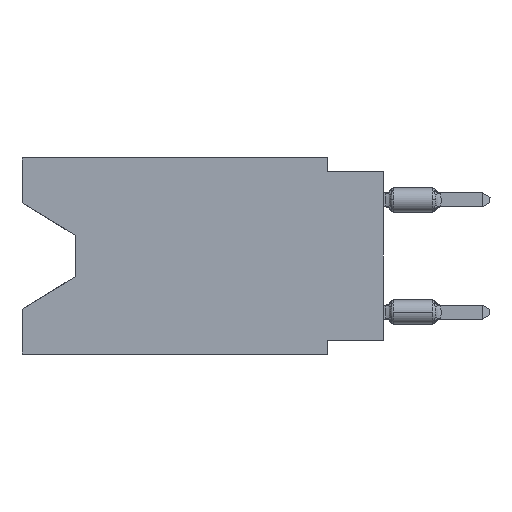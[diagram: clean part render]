
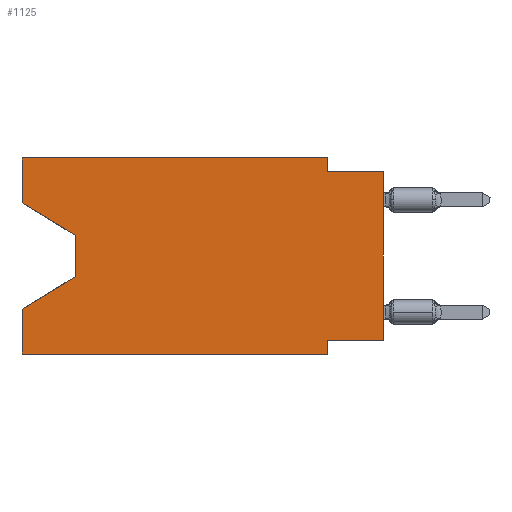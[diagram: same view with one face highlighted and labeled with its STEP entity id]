
A CAD part, left-side view. The second image highlights one B-rep face of the part: STEP entity #1125.
In plain terms, the highlighted planar face has unit normal (-1, 0, 0).
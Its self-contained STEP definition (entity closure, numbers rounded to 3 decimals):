
#67 = CARTESIAN_POINT ( 'NONE',  ( 0., 16.383, -8.89 ) ) ;
#217 = CARTESIAN_POINT ( 'NONE',  ( 0., 16.383, -6.852 ) ) ;
#235 = VERTEX_POINT ( 'NONE', #16506 ) ;
#391 = VECTOR ( 'NONE', #2811, 1000. ) ;
#485 = VERTEX_POINT ( 'NONE', #27010 ) ;
#849 = VECTOR ( 'NONE', #14558, 1000. ) ;
#1112 = DIRECTION ( 'NONE',  ( 0., 0., 1. ) ) ;
#1125 = ADVANCED_FACE ( 'NONE', ( #41781 ), #38616, .F. ) ;
#2673 = DIRECTION ( 'NONE',  ( 0., 0., -1. ) ) ;
#2811 = DIRECTION ( 'NONE',  ( 0., 1., 0. ) ) ;
#4248 = VERTEX_POINT ( 'NONE', #7275 ) ;
#4320 = VERTEX_POINT ( 'NONE', #14223 ) ;
#6190 = ORIENTED_EDGE ( 'NONE', *, *, #36652, .F. ) ;
#6253 = CARTESIAN_POINT ( 'NONE',  ( 0., 2.54, 0. ) ) ;
#7275 = CARTESIAN_POINT ( 'NONE',  ( 0., 2.54, -8.255 ) ) ;
#7411 = LINE ( 'NONE', #38422, #41382 ) ;
#7591 = DIRECTION ( 'NONE',  ( 0., 0., -1. ) ) ;
#7765 = ORIENTED_EDGE ( 'NONE', *, *, #43854, .F. ) ;
#8658 = VECTOR ( 'NONE', #30943, 1000. ) ;
#8787 = EDGE_CURVE ( 'NONE', #19347, #4320, #19212, .T. ) ;
#9305 = DIRECTION ( 'NONE',  ( 0., 0., 1. ) ) ;
#9838 = LINE ( 'NONE', #6253, #17689 ) ;
#10088 = CARTESIAN_POINT ( 'NONE',  ( 0., 13.97, -3.505 ) ) ;
#10352 = ORIENTED_EDGE ( 'NONE', *, *, #31906, .F. ) ;
#12175 = CARTESIAN_POINT ( 'NONE',  ( 0., 0., -8.255 ) ) ;
#12860 = CARTESIAN_POINT ( 'NONE',  ( 0., 16.383, -8.89 ) ) ;
#13414 = LINE ( 'NONE', #20844, #8658 ) ;
#13693 = CARTESIAN_POINT ( 'NONE',  ( 0., 16.383, 0. ) ) ;
#13777 = CARTESIAN_POINT ( 'NONE',  ( 0., 16.383, -2.038 ) ) ;
#13832 = EDGE_CURVE ( 'NONE', #235, #485, #23613, .T. ) ;
#14223 = CARTESIAN_POINT ( 'NONE',  ( 0., 0., -0.635 ) ) ;
#14558 = DIRECTION ( 'NONE',  ( 0., 0.855, -0.519 ) ) ;
#14597 = EDGE_CURVE ( 'NONE', #19347, #4248, #22828, .T. ) ;
#15023 = CARTESIAN_POINT ( 'NONE',  ( 0., 2.54, -0.635 ) ) ;
#15691 = VECTOR ( 'NONE', #27501, 1000. ) ;
#15959 = DIRECTION ( 'NONE',  ( 0., 0., -1. ) ) ;
#15999 = EDGE_CURVE ( 'NONE', #27647, #43901, #30457, .T. ) ;
#16506 = CARTESIAN_POINT ( 'NONE',  ( 0., 13.97, -3.505 ) ) ;
#16904 = VECTOR ( 'NONE', #37724, 1000. ) ;
#17074 = ORIENTED_EDGE ( 'NONE', *, *, #23937, .T. ) ;
#17689 = VECTOR ( 'NONE', #2673, 1000. ) ;
#17925 = CARTESIAN_POINT ( 'NONE',  ( 0., 0., -0.635 ) ) ;
#17955 = LINE ( 'NONE', #13693, #16904 ) ;
#19212 = LINE ( 'NONE', #40551, #22678 ) ;
#19347 = VERTEX_POINT ( 'NONE', #12175 ) ;
#20844 = CARTESIAN_POINT ( 'NONE',  ( 0., 2.54, -8.89 ) ) ;
#21050 = ORIENTED_EDGE ( 'NONE', *, *, #14597, .F. ) ;
#21859 = EDGE_CURVE ( 'NONE', #27647, #43455, #37142, .T. ) ;
#22084 = ORIENTED_EDGE ( 'NONE', *, *, #13832, .T. ) ;
#22678 = VECTOR ( 'NONE', #9305, 1000. ) ;
#22828 = LINE ( 'NONE', #40125, #391 ) ;
#23613 = LINE ( 'NONE', #10088, #34366 ) ;
#23937 = EDGE_CURVE ( 'NONE', #485, #43901, #38611, .T. ) ;
#25009 = VECTOR ( 'NONE', #25140, 1000. ) ;
#25140 = DIRECTION ( 'NONE',  ( 0., -1., 0. ) ) ;
#25272 = VERTEX_POINT ( 'NONE', #15023 ) ;
#25902 = AXIS2_PLACEMENT_3D ( 'NONE', #28949, #32074, #7591 ) ;
#26737 = LINE ( 'NONE', #17925, #25009 ) ;
#26836 = ORIENTED_EDGE ( 'NONE', *, *, #33480, .F. ) ;
#27010 = CARTESIAN_POINT ( 'NONE',  ( 0., 13.97, -5.385 ) ) ;
#27501 = DIRECTION ( 'NONE',  ( 0., -0.855, -0.519 ) ) ;
#27647 = VERTEX_POINT ( 'NONE', #12860 ) ;
#27898 = ORIENTED_EDGE ( 'NONE', *, *, #8787, .T. ) ;
#28949 = CARTESIAN_POINT ( 'NONE',  ( 0., 16.383, 0. ) ) ;
#29026 = VERTEX_POINT ( 'NONE', #32180 ) ;
#30247 = CARTESIAN_POINT ( 'NONE',  ( 0., 16.383, 0. ) ) ;
#30403 = EDGE_LOOP ( 'NONE', ( #37009, #22084, #17074, #32641, #31471, #6190, #21050, #27898, #26836, #36304, #7765, #10352 ) ) ;
#30457 = LINE ( 'NONE', #30247, #37953 ) ;
#30848 = LINE ( 'NONE', #13777, #15691 ) ;
#30943 = DIRECTION ( 'NONE',  ( 0., 0., -1. ) ) ;
#31471 = ORIENTED_EDGE ( 'NONE', *, *, #21859, .T. ) ;
#31906 = EDGE_CURVE ( 'NONE', #39972, #29026, #7411, .T. ) ;
#32074 = DIRECTION ( 'NONE',  ( 1., 0., 0. ) ) ;
#32180 = CARTESIAN_POINT ( 'NONE',  ( 0., 16.383, 0. ) ) ;
#32203 = EDGE_CURVE ( 'NONE', #40205, #25272, #9838, .T. ) ;
#32641 = ORIENTED_EDGE ( 'NONE', *, *, #15999, .F. ) ;
#33480 = EDGE_CURVE ( 'NONE', #25272, #4320, #26737, .T. ) ;
#33801 = VECTOR ( 'NONE', #33993, 1000. ) ;
#33993 = DIRECTION ( 'NONE',  ( 0., -1., 0. ) ) ;
#34366 = VECTOR ( 'NONE', #15959, 1000. ) ;
#34388 = EDGE_CURVE ( 'NONE', #39972, #235, #30848, .T. ) ;
#35656 = CARTESIAN_POINT ( 'NONE',  ( 0., 13.97, -5.385 ) ) ;
#36304 = ORIENTED_EDGE ( 'NONE', *, *, #32203, .F. ) ;
#36652 = EDGE_CURVE ( 'NONE', #4248, #43455, #13414, .T. ) ;
#37009 = ORIENTED_EDGE ( 'NONE', *, *, #34388, .T. ) ;
#37142 = LINE ( 'NONE', #67, #33801 ) ;
#37724 = DIRECTION ( 'NONE',  ( 0., -1., 0. ) ) ;
#37781 = CARTESIAN_POINT ( 'NONE',  ( 0., 2.54, -8.89 ) ) ;
#37953 = VECTOR ( 'NONE', #40593, 1000. ) ;
#38422 = CARTESIAN_POINT ( 'NONE',  ( 0., 16.383, 0. ) ) ;
#38611 = LINE ( 'NONE', #35656, #849 ) ;
#38616 = PLANE ( 'NONE',  #25902 ) ;
#39972 = VERTEX_POINT ( 'NONE', #44274 ) ;
#40125 = CARTESIAN_POINT ( 'NONE',  ( 0., 0., -8.255 ) ) ;
#40192 = CARTESIAN_POINT ( 'NONE',  ( 0., 2.54, 0. ) ) ;
#40205 = VERTEX_POINT ( 'NONE', #40192 ) ;
#40551 = CARTESIAN_POINT ( 'NONE',  ( 0., 0., 0. ) ) ;
#40593 = DIRECTION ( 'NONE',  ( 0., 0., 1. ) ) ;
#41382 = VECTOR ( 'NONE', #1112, 1000. ) ;
#41781 = FACE_OUTER_BOUND ( 'NONE', #30403, .T. ) ;
#43455 = VERTEX_POINT ( 'NONE', #37781 ) ;
#43854 = EDGE_CURVE ( 'NONE', #29026, #40205, #17955, .T. ) ;
#43901 = VERTEX_POINT ( 'NONE', #217 ) ;
#44274 = CARTESIAN_POINT ( 'NONE',  ( 0., 16.383, -2.038 ) ) ;
